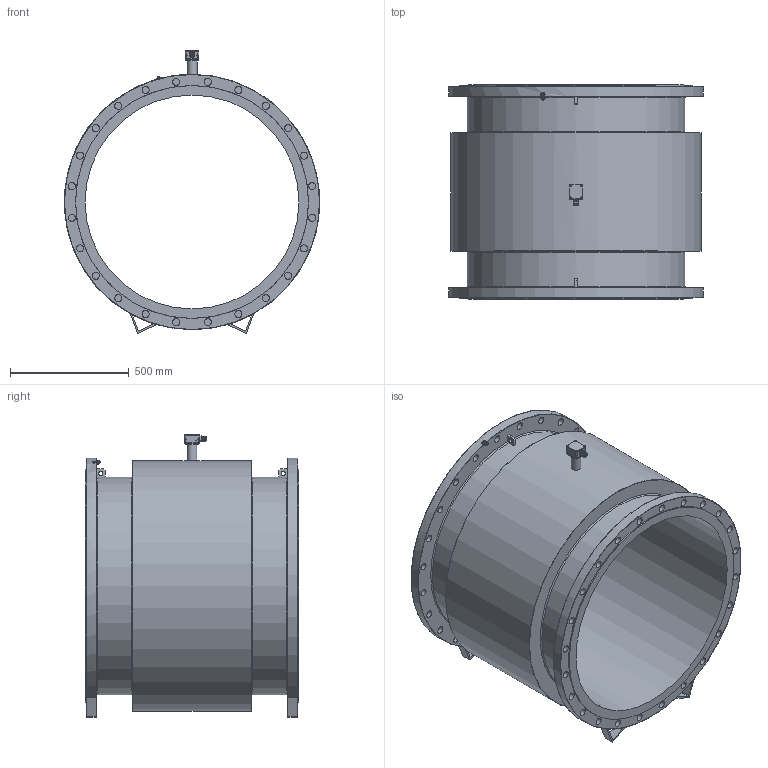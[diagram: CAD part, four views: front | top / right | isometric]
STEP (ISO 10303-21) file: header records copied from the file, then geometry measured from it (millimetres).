
FILE_DESCRIPTION(/* description */ (''),/* implementation_level */ '2;1');
FILE_NAME(/* name */ 'Flowmeter DN900 PN6 Separate.step',/* time_stamp */ '2023-10-05T14:36:23+03:00',/* author */ (''),/* organization */ (''),/* preprocessor_version */ 'ST-DEVELOPER v20',/* originating_system */ 'Autodesk Translation Framework v12.14.0.127',/* authorisation */ '');
FILE_SCHEMA (('AUTOMOTIVE_DESIGN { 1 0 10303 214 3 1 1 }'));
Length unit declared in the file: millimetre
Products named in the file (4): Flowmeter DN900 PN6; Flowmeter v11; B_Separate_version; box
Assembly tree (3 placements, depth 4):
  Flowmeter DN900 PN6
    Flowmeter v11
      B_Separate_version
        box
Bounding box: 1073.18 x 900 x 1189 mm (x, y, z)
Volume: 149513703.6 mm3; surface area: 7054633.1 mm2
Topology: 2 solids, 2 shells, 1492 faces, 3532 edges, 2064 vertices
Faces by surface type: cylinder 467, plane 459, bspline 250, sphere 156, torus 102, cone 58
Full cylindrical faces by diameter (mm): 3.332 x2, 3.961 x9, 4.234 x4, 4.5 x2, 5 x7, 5.5 x1, 6 x1, 7 x4, 8 x4, 10.394 x1, 10.9 x1, 11.3 x1, 12.394 x1, 13 x1, 14 x1, 15 x1, 17 x2, 18 x2, 21 x1, 24.5 x1, 30 x48, 42 x2, 900 x1, 916 x2, 980 x2, 1055 x1
Entity records: 71736 total; most frequent: CARTESIAN_POINT 37099, ORIENTED_EDGE 7064, DIRECTION 7003, EDGE_CURVE 3532, AXIS2_PLACEMENT_3D 2769, VERTEX_POINT 2064, EDGE_LOOP 1644, FACE_OUTER_BOUND 1492
